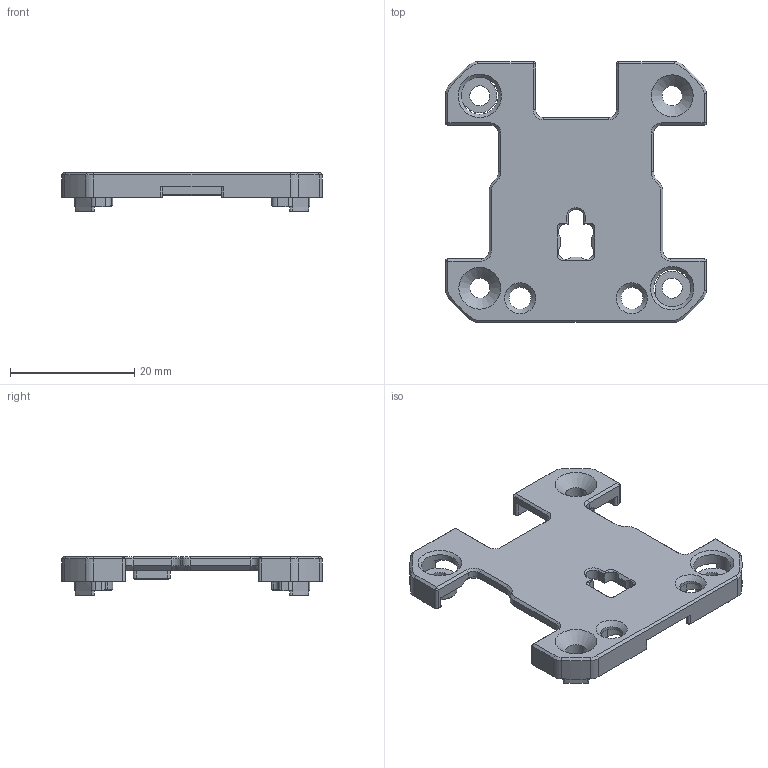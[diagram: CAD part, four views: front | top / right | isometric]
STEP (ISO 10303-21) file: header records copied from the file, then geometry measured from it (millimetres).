
FILE_DESCRIPTION(/* description */ (''),/* implementation_level */ '2;1');
FILE_NAME(/* name */ 'Enclosure-UpperCover-DFM-Aluminum.step',/* time_stamp */ '2024-05-27T13:56:13+04:00',/* author */ (''),/* organization */ (''),/* preprocessor_version */ 'ST-DEVELOPER v20',/* originating_system */ 'Autodesk Translation Framework v13.14.0.145',/* authorisation */ '');
FILE_SCHEMA (('AUTOMOTIVE_DESIGN { 1 0 10303 214 3 1 1 }'));
Length unit declared in the file: millimetre
Products named in the file (1): FusionComponent
Bounding box: 42 x 42 x 6.25 mm (x, y, z)
Volume: 3059.8 mm3; surface area: 3679.3 mm2
Topology: 1 solids, 1 shells, 339 faces, 925 edges, 575 vertices
Faces by surface type: plane 142, cylinder 124, cone 70, bspline 3
Full cylindrical faces by diameter (mm): 3.25 x4, 3.5 x2, 6 x2
Entity records: 10926 total; most frequent: CARTESIAN_POINT 2160, DIRECTION 1896, ORIENTED_EDGE 1830, EDGE_CURVE 915, AXIS2_PLACEMENT_3D 683, VERTEX_POINT 575, LINE 530, VECTOR 530
